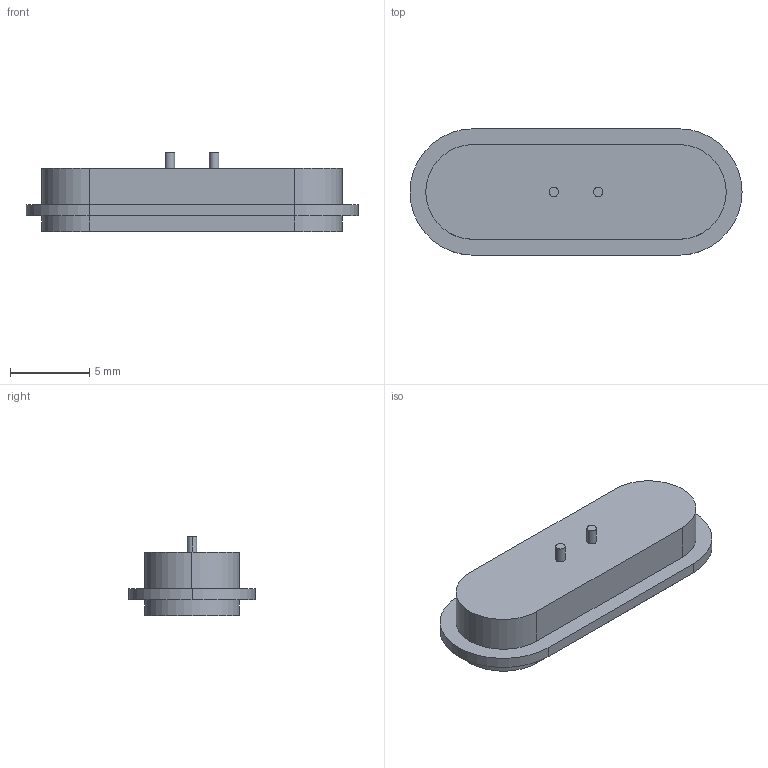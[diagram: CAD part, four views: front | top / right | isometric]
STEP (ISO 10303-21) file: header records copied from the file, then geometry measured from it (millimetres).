
FILE_DESCRIPTION (( 'STEP AP214' ), '1' );
FILE_NAME ('L_Type_Female_2Pin_Pogo_connector.STEP', '2023-08-23T22:26:48', ( '' ), ( '' ), 'SwSTEP 2.0', 'SolidWorks 2022', '' );
FILE_SCHEMA (( 'AUTOMOTIVE_DESIGN' ));
Length unit declared in the file: millimetre
Products named in the file (1): L_Type_Female_2Pin_Pogo_connector
Bounding box: 21 x 8 x 5 mm (x, y, z)
Volume: 457.3 mm3; surface area: 499.9 mm2
Topology: 1 solids, 1 shells, 37 faces, 81 edges, 54 vertices
Faces by surface type: cylinder 21, plane 16
Entity records: 1159 total; most frequent: DIRECTION 199, CARTESIAN_POINT 173, ORIENTED_EDGE 162, EDGE_CURVE 81, AXIS2_PLACEMENT_3D 80, VERTEX_POINT 54, EDGE_LOOP 45, CIRCLE 42
